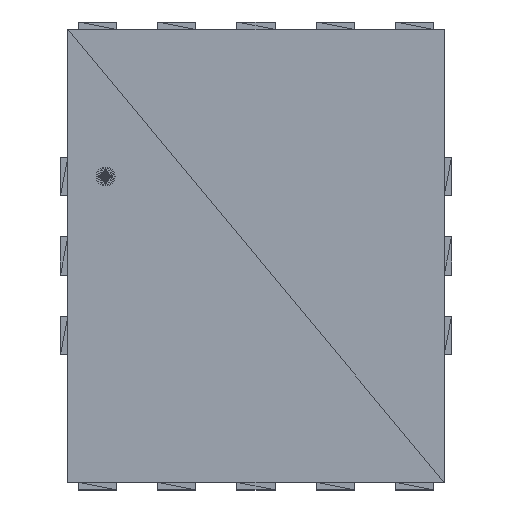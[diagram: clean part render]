
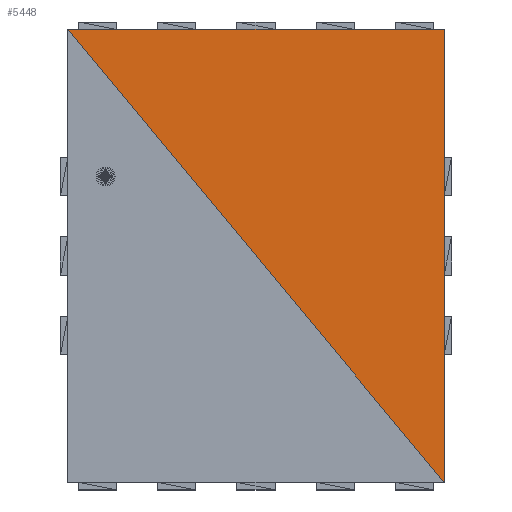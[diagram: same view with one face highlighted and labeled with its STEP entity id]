
A CAD part, top view. The second image highlights one B-rep face of the part: STEP entity #5448.
In plain terms, the highlighted planar face has unit normal (0, 0, 1).
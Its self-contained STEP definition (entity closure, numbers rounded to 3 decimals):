
#5448=ADVANCED_FACE('',(#5454),#5449,.F.);
#5449=PLANE('',#5450);
#5450=AXIS2_PLACEMENT_3D('',#5451,#5452,#5453);
#5451=CARTESIAN_POINT('Origin',(1.245,1.499,0.991));
#5452=DIRECTION('center_axis',(0.0,0.0,-1.0));
#5453=DIRECTION('ref_axis',(0.,1.,0.));
#5454=FACE_OUTER_BOUND('',#5455,.T.);
#5455=EDGE_LOOP('',(#5456,#5466,#5476));
#5456=ORIENTED_EDGE('',*,*,#5457,.F.);
#5457=EDGE_CURVE('',#5458,#5460,#5462,.T.);
#5458=VERTEX_POINT('',#5459);
#5459=CARTESIAN_POINT('',(-1.245,1.499,0.991));
#5460=VERTEX_POINT('',#5461);
#5461=CARTESIAN_POINT('',(1.245,1.499,0.991));
#5462=LINE('',#5463,#5464);
#5463=CARTESIAN_POINT('',(-1.245,1.499,0.991));
#5464=VECTOR('',#5465,2.489);
#5465=DIRECTION('',(1.0,0.0,0.0));
#5466=ORIENTED_EDGE('',*,*,#5467,.F.);
#5467=EDGE_CURVE('',#5468,#5470,#5472,.T.);
#5468=VERTEX_POINT('',#5469);
#5469=CARTESIAN_POINT('',(1.245,-1.499,0.991));
#5470=VERTEX_POINT('',#5459);
#5472=LINE('',#5473,#5474);
#5473=CARTESIAN_POINT('',(1.245,-1.499,0.991));
#5474=VECTOR('',#5475,3.896);
#5475=DIRECTION('',(-0.639,0.769,0.0));
#5476=ORIENTED_EDGE('',*,*,#5477,.F.);
#5477=EDGE_CURVE('',#5478,#5480,#5482,.T.);
#5478=VERTEX_POINT('',#5461);
#5480=VERTEX_POINT('',#5469);
#5482=LINE('',#5483,#5484);
#5483=CARTESIAN_POINT('',(1.245,1.499,0.991));
#5484=VECTOR('',#5485,2.997);
#5485=DIRECTION('',(0.0,-1.0,0.0));
